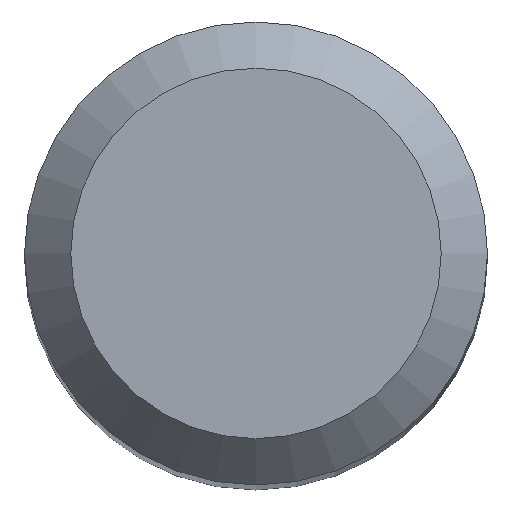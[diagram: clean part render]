
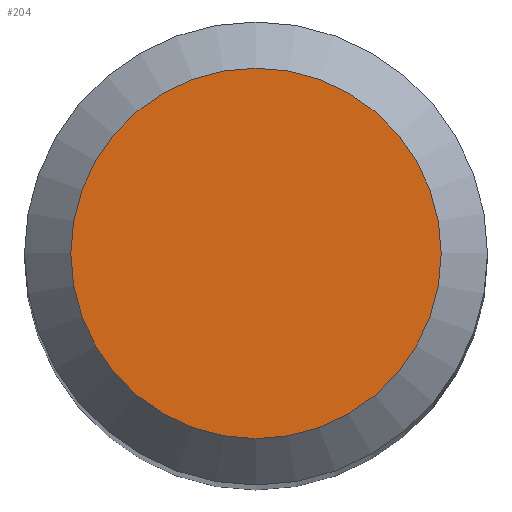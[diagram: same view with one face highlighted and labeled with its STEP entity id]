
A CAD part, top view. The second image highlights one B-rep face of the part: STEP entity #204.
In plain terms, the highlighted planar face has unit normal (0, 0, 1).
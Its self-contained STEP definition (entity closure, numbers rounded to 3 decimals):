
#13 = AXIS2_PLACEMENT_3D ( 'NONE', #217, #216, #33 ) ;
#33 = DIRECTION ( 'NONE',  ( 0., 1., 0. ) ) ;
#35 = DIRECTION ( 'NONE',  ( 0., 0., -1. ) ) ;
#43 = CARTESIAN_POINT ( 'NONE',  ( 0., 3.2, 102. ) ) ;
#45 = CIRCLE ( 'NONE', #203, 3.2 ) ;
#50 = CARTESIAN_POINT ( 'NONE',  ( 0., 0., 102. ) ) ;
#79 = VERTEX_POINT ( 'NONE', #43 ) ;
#89 = ORIENTED_EDGE ( 'NONE', *, *, #253, .F. ) ;
#108 = EDGE_LOOP ( 'NONE', ( #89 ) ) ;
#133 = DIRECTION ( 'NONE',  ( 0., 1., 0. ) ) ;
#136 = FACE_OUTER_BOUND ( 'NONE', #108, .T. ) ;
#203 = AXIS2_PLACEMENT_3D ( 'NONE', #50, #35, #133 ) ;
#204 = ADVANCED_FACE ( 'NONE', ( #136 ), #260, .F. ) ;
#216 = DIRECTION ( 'NONE',  ( 0., 0., -1. ) ) ;
#217 = CARTESIAN_POINT ( 'NONE',  ( 0., 0., 102. ) ) ;
#253 = EDGE_CURVE ( 'NONE', #79, #79, #45, .T. ) ;
#260 = PLANE ( 'NONE',  #13 ) ;
